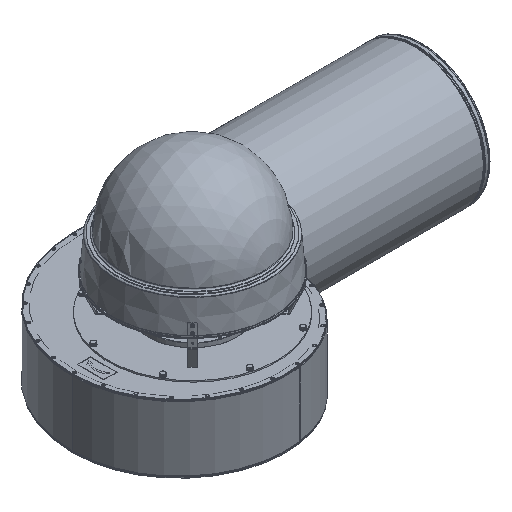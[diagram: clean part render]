
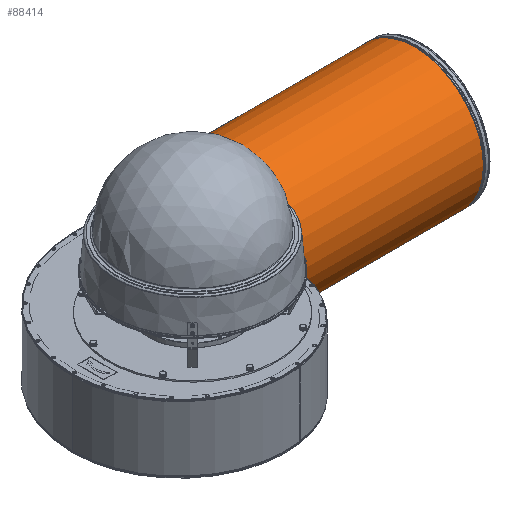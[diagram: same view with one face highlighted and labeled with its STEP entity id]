
A CAD part, isometric view. The second image highlights one B-rep face of the part: STEP entity #88414.
In plain terms, the highlighted cylindrical face has radius 154.25 mm (diameter 308.5 mm), a full revolution.
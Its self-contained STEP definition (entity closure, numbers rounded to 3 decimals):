
#11307=FACE_OUTER_BOUND('',#16661,.T.);
#16661=EDGE_LOOP('',(#71985,#71986,#71987,#71988,#71989,#71990));
#23873=LINE('',#153866,#30303);
#30303=VECTOR('',#109446,154.25);
#32680=CIRCLE('',#93698,154.25);
#32682=CIRCLE('',#93700,154.25);
#32683=CIRCLE('',#93702,154.25);
#32684=CIRCLE('',#93703,154.25);
#40365=VERTEX_POINT('',#153856);
#40366=VERTEX_POINT('',#153857);
#40367=VERTEX_POINT('',#153862);
#40368=VERTEX_POINT('',#153863);
#51278=EDGE_CURVE('',#40365,#40366,#32680,.T.);
#51280=EDGE_CURVE('',#40366,#40365,#32682,.T.);
#51281=EDGE_CURVE('',#40367,#40368,#32683,.T.);
#51282=EDGE_CURVE('',#40368,#40367,#32684,.T.);
#51283=EDGE_CURVE('',#40368,#40366,#23873,.T.);
#71985=ORIENTED_EDGE('',*,*,#51281,.F.);
#71986=ORIENTED_EDGE('',*,*,#51282,.F.);
#71987=ORIENTED_EDGE('',*,*,#51283,.T.);
#71988=ORIENTED_EDGE('',*,*,#51280,.T.);
#71989=ORIENTED_EDGE('',*,*,#51278,.T.);
#71990=ORIENTED_EDGE('',*,*,#51283,.F.);
#79495=CYLINDRICAL_SURFACE('',#93701,154.25);
#88414=ADVANCED_FACE('',(#11307),#79495,.T.);
#93698=AXIS2_PLACEMENT_3D('',#153858,#109434,#109435);
#93700=AXIS2_PLACEMENT_3D('',#153860,#109438,#109439);
#93701=AXIS2_PLACEMENT_3D('',#153861,#109440,#109441);
#93702=AXIS2_PLACEMENT_3D('',#153864,#109442,#109443);
#93703=AXIS2_PLACEMENT_3D('',#153865,#109444,#109445);
#109434=DIRECTION('center_axis',(-1.,0.,0.));
#109435=DIRECTION('ref_axis',(0.,-1.,0.));
#109438=DIRECTION('center_axis',(-1.,0.,0.));
#109439=DIRECTION('ref_axis',(0.,-1.,0.));
#109440=DIRECTION('center_axis',(-1.,0.,0.));
#109441=DIRECTION('ref_axis',(0.,-1.,0.));
#109442=DIRECTION('center_axis',(-1.,0.,0.));
#109443=DIRECTION('ref_axis',(0.,-1.,0.));
#109444=DIRECTION('center_axis',(-1.,0.,0.));
#109445=DIRECTION('ref_axis',(0.,-1.,0.));
#109446=DIRECTION('',(1.,0.,0.));
#153856=CARTESIAN_POINT('',(693.65,192.05,-229.25));
#153857=CARTESIAN_POINT('',(693.65,346.3,-75.));
#153858=CARTESIAN_POINT('Origin',(693.65,192.05,-75.));
#153860=CARTESIAN_POINT('Origin',(693.65,192.05,-75.));
#153861=CARTESIAN_POINT('Origin',(457.9,192.05,-75.));
#153862=CARTESIAN_POINT('',(222.15,192.05,-229.25));
#153863=CARTESIAN_POINT('',(222.15,346.3,-75.));
#153864=CARTESIAN_POINT('Origin',(222.15,192.05,-75.));
#153865=CARTESIAN_POINT('Origin',(222.15,192.05,-75.));
#153866=CARTESIAN_POINT('',(457.9,346.3,-75.));
